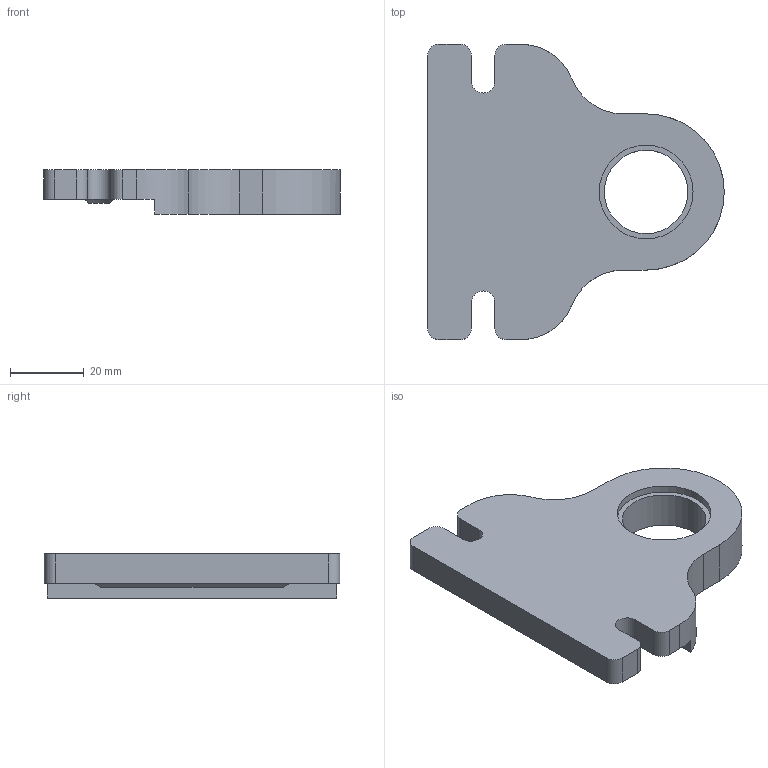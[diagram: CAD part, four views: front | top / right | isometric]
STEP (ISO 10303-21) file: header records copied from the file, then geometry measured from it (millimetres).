
FILE_DESCRIPTION(/* description */ (''),/* implementation_level */ '2;1');
FILE_NAME(/* name */ 'Z Axis Holder Upper v18.step',/* time_stamp */ '2020-10-20T11:21:58+02:00',/* author */ (''),/* organization */ (''),/* preprocessor_version */ 'ST-DEVELOPER v18.1',/* originating_system */ 'Autodesk Translation Framework v9.3.0.1241',/* authorisation */ '');
FILE_SCHEMA (('AUTOMOTIVE_DESIGN { 1 0 10303 214 3 1 1 }'));
Length unit declared in the file: millimetre
Products named in the file (1): Z Axis Holder Upper
Bounding box: 80.3 x 80 x 12 mm (x, y, z)
Volume: 40492.7 mm3; surface area: 12564.1 mm2
Topology: 1 solids, 1 shells, 37 faces, 99 edges, 66 vertices
Faces by surface type: plane 20, cylinder 15, cone 2
Full cylindrical faces by diameter (mm): 22.6 x1, 25.4 x1
Entity records: 1210 total; most frequent: CARTESIAN_POINT 211, DIRECTION 208, ORIENTED_EDGE 198, EDGE_CURVE 99, AXIS2_PLACEMENT_3D 75, VERTEX_POINT 66, LINE 58, VECTOR 58
